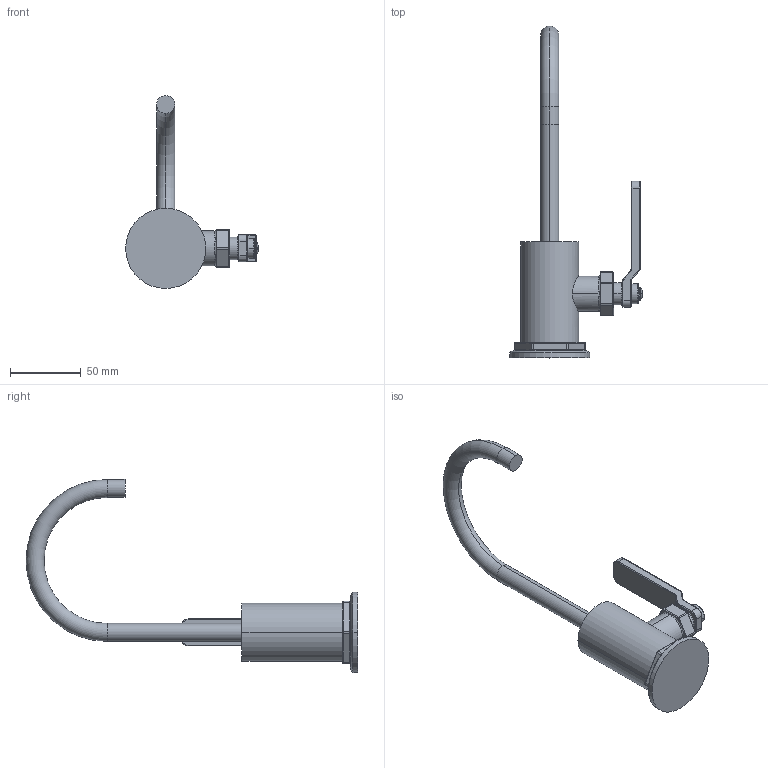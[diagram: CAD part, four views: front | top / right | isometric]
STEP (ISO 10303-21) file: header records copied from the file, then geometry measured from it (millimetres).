
FILE_DESCRIPTION((''),'2;1');
FILE_NAME('3220-5623','2021-04-22T13:48:51',('jinson.thomas'),(''),'CREO PARAMETRIC BY PTC INC, 2018400','CREO PARAMETRIC BY PTC INC, 2018400','');
FILE_SCHEMA(('CONFIG_CONTROL_DESIGN'));
Length unit declared in the file: inch
Products named in the file (1): 3220-5623
Bounding box: 93.76 x 234.26 x 136.27 mm (x, y, z)
Volume: 175559.5 mm3; surface area: 34308 mm2
Topology: 1 solids, 1 shells, 382 faces, 920 edges, 554 vertices
Faces by surface type: cylinder 102, plane 85, extrusion 85, torus 67, bspline 27, sphere 14, cone 2
Entity records: 13451 total; most frequent: CARTESIAN_POINT 4821, ORIENTED_EDGE 1840, DIRECTION 1671, EDGE_CURVE 920, AXIS2_PLACEMENT_3D 608, VERTEX_POINT 554, VECTOR 455, EDGE_LOOP 396
